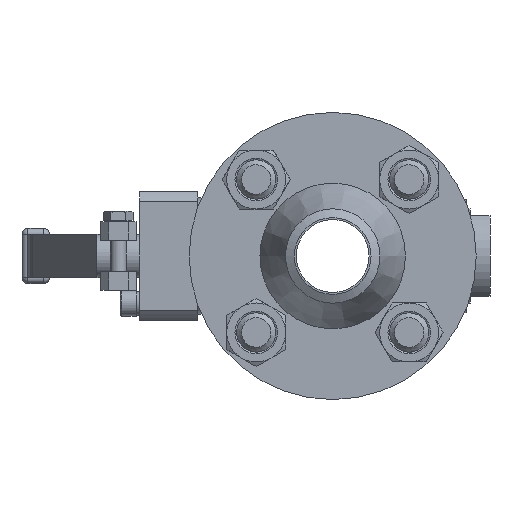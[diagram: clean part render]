
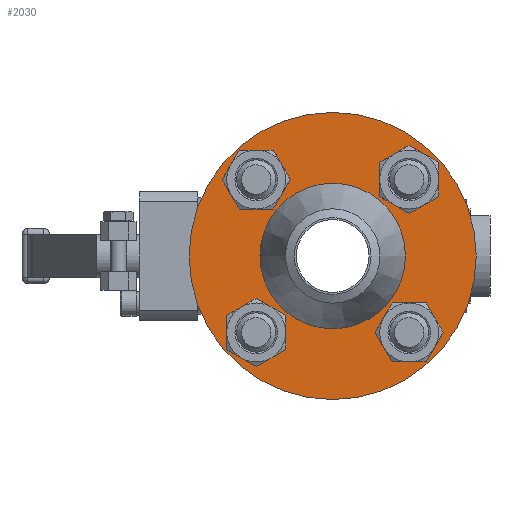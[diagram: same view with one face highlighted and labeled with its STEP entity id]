
A CAD part, left-side view. The second image highlights one B-rep face of the part: STEP entity #2030.
In plain terms, the highlighted planar face has unit normal (-1, 0, 0).
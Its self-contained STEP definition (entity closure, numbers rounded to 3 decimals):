
#2030=ADVANCED_FACE('',(#6857,#6859,#6861,#6863,#6865,#6867),#6869,.T.);
#6857=FACE_BOUND('',#6858,.T.);
#6858=EDGE_LOOP('',(#10768));
#6859=FACE_BOUND('',#6860,.T.);
#6860=EDGE_LOOP('',(#10769,#10770,#10771,#10772));
#6861=FACE_BOUND('',#6862,.T.);
#6862=EDGE_LOOP('',(#10773,#10774,#10775,#10776));
#6863=FACE_BOUND('',#6864,.T.);
#6864=EDGE_LOOP('',(#10777));
#6865=FACE_BOUND('',#6866,.T.);
#6866=EDGE_LOOP('',(#10778,#10779,#10780,#10781));
#6867=FACE_BOUND('',#6868,.T.);
#6868=EDGE_LOOP('',(#10782,#10783,#10784,#10785,#10786));
#6869=PLANE('',#6870);
#6870=AXIS2_PLACEMENT_3D('',#6871,#6872,#6873);
#6871=CARTESIAN_POINT('',(-60.5,0.,0.));
#6872=DIRECTION('',(-1.,0.,0.));
#6873=DIRECTION('',(0.,1.,0.));
#10768=ORIENTED_EDGE('',*,*,#12609,.F.);
#10769=ORIENTED_EDGE('',*,*,#12675,.F.);
#10770=ORIENTED_EDGE('',*,*,#12676,.F.);
#10771=ORIENTED_EDGE('',*,*,#12610,.T.);
#10772=ORIENTED_EDGE('',*,*,#12677,.F.);
#10773=ORIENTED_EDGE('',*,*,#12678,.F.);
#10774=ORIENTED_EDGE('',*,*,#12679,.F.);
#10775=ORIENTED_EDGE('',*,*,#12617,.T.);
#10776=ORIENTED_EDGE('',*,*,#12680,.F.);
#10777=ORIENTED_EDGE('',*,*,#12681,.T.);
#10778=ORIENTED_EDGE('',*,*,#12682,.F.);
#10779=ORIENTED_EDGE('',*,*,#12683,.F.);
#10780=ORIENTED_EDGE('',*,*,#12615,.T.);
#10781=ORIENTED_EDGE('',*,*,#12684,.F.);
#10782=ORIENTED_EDGE('',*,*,#12685,.F.);
#10783=ORIENTED_EDGE('',*,*,#12686,.F.);
#10784=ORIENTED_EDGE('',*,*,#12620,.T.);
#10785=ORIENTED_EDGE('',*,*,#12619,.T.);
#10786=ORIENTED_EDGE('',*,*,#12687,.F.);
#12609=EDGE_CURVE('',#14108,#14108,#14109,.T.);
#12610=EDGE_CURVE('',#14110,#14111,#14112,.T.);
#12615=EDGE_CURVE('',#14117,#14119,#14121,.T.);
#12617=EDGE_CURVE('',#14125,#14122,#14126,.T.);
#12619=EDGE_CURVE('',#14128,#14129,#14130,.T.);
#12620=EDGE_CURVE('',#14131,#14128,#14132,.T.);
#12675=EDGE_CURVE('',#14222,#14223,#14224,.T.);
#12676=EDGE_CURVE('',#14110,#14222,#14225,.F.);
#12677=EDGE_CURVE('',#14223,#14111,#14226,.F.);
#12678=EDGE_CURVE('',#14227,#14228,#14229,.T.);
#12679=EDGE_CURVE('',#14125,#14227,#14230,.F.);
#12680=EDGE_CURVE('',#14228,#14122,#14231,.F.);
#12681=EDGE_CURVE('',#14232,#14232,#14233,.T.);
#12682=EDGE_CURVE('',#14234,#14235,#14236,.T.);
#12683=EDGE_CURVE('',#14117,#14234,#14237,.F.);
#12684=EDGE_CURVE('',#14235,#14119,#14238,.F.);
#12685=EDGE_CURVE('',#14239,#14240,#14241,.T.);
#12686=EDGE_CURVE('',#14131,#14239,#14242,.F.);
#12687=EDGE_CURVE('',#14240,#14129,#14243,.F.);
#14108=VERTEX_POINT('',#18186);
#14109=CIRCLE('',#18187,73.);
#14110=VERTEX_POINT('',#18191);
#14111=VERTEX_POINT('',#18192);
#14112=CIRCLE('',#18193,11.);
#14117=VERTEX_POINT('',#18207);
#14119=VERTEX_POINT('',#18212);
#14121=CIRCLE('',#18217,11.);
#14122=VERTEX_POINT('',#18221);
#14125=VERTEX_POINT('',#18227);
#14126=CIRCLE('',#18228,11.);
#14128=VERTEX_POINT('',#18236);
#14129=VERTEX_POINT('',#18237);
#14130=CIRCLE('',#18238,11.);
#14131=VERTEX_POINT('',#18242);
#14132=CIRCLE('',#18243,11.);
#14222=VERTEX_POINT('',#19068);
#14223=VERTEX_POINT('',#19069);
#14224=CIRCLE('',#19070,14.75);
#14225=LINE('',#19074,#19075);
#14226=LINE('',#19077,#19078);
#14227=VERTEX_POINT('',#19080);
#14228=VERTEX_POINT('',#19081);
#14229=CIRCLE('',#19082,14.75);
#14230=LINE('',#19086,#19087);
#14231=LINE('',#19089,#19090);
#14232=VERTEX_POINT('',#19092);
#14233=CIRCLE('',#19093,37.);
#14234=VERTEX_POINT('',#19097);
#14235=VERTEX_POINT('',#19098);
#14236=CIRCLE('',#19099,14.75);
#14237=LINE('',#19103,#19104);
#14238=LINE('',#19106,#19107);
#14239=VERTEX_POINT('',#19109);
#14240=VERTEX_POINT('',#19110);
#14241=CIRCLE('',#19111,14.75);
#14242=LINE('',#19115,#19116);
#14243=LINE('',#19118,#19119);
#18186=CARTESIAN_POINT('',(-60.5,73.,0.));
#18187=AXIS2_PLACEMENT_3D('',#18188,#18189,#18190);
#18188=CARTESIAN_POINT('',(-60.5,0.,0.));
#18189=DIRECTION('',(1.,0.,0.));
#18190=DIRECTION('',(0.,1.,0.));
#18191=CARTESIAN_POINT('',(-60.5,49.604,-41.386));
#18192=CARTESIAN_POINT('',(-60.5,49.857,-38.034));
#18193=AXIS2_PLACEMENT_3D('',#18194,#18195,#18196);
#18194=CARTESIAN_POINT('',(-60.5,38.891,-38.891));
#18195=DIRECTION('',(1.,0.,0.));
#18196=DIRECTION('',(0.,0.974,-0.227));
#18207=CARTESIAN_POINT('',(-60.5,41.386,49.604));
#18212=CARTESIAN_POINT('',(-60.5,38.034,49.857));
#18217=AXIS2_PLACEMENT_3D('',#18218,#18219,#18220);
#18218=CARTESIAN_POINT('',(-60.5,38.891,38.891));
#18219=DIRECTION('',(1.,0.,0.));
#18220=DIRECTION('',(0.,0.227,0.974));
#18221=CARTESIAN_POINT('',(-60.5,-49.857,38.034));
#18227=CARTESIAN_POINT('',(-60.5,-49.604,41.386));
#18228=AXIS2_PLACEMENT_3D('',#18229,#18230,#18231);
#18229=CARTESIAN_POINT('',(-60.5,-38.891,38.891));
#18230=DIRECTION('',(1.,0.,0.));
#18231=DIRECTION('',(0.,-0.974,0.227));
#18236=CARTESIAN_POINT('',(-60.5,-38.891,-49.891));
#18237=CARTESIAN_POINT('',(-60.5,-38.034,-49.857));
#18238=AXIS2_PLACEMENT_3D('',#18239,#18240,#18241);
#18239=CARTESIAN_POINT('',(-60.5,-38.891,-38.891));
#18240=DIRECTION('',(1.,0.,0.));
#18241=DIRECTION('',(0.,0.,-1.));
#18242=CARTESIAN_POINT('',(-60.5,-41.386,-49.604));
#18243=AXIS2_PLACEMENT_3D('',#18244,#18245,#18246);
#18244=CARTESIAN_POINT('',(-60.5,-38.891,-38.891));
#18245=DIRECTION('',(1.,0.,0.));
#18246=DIRECTION('',(0.,-0.227,-0.974));
#19068=CARTESIAN_POINT('',(-60.5,53.428,-41.386));
#19069=CARTESIAN_POINT('',(-60.5,53.616,-38.034));
#19070=AXIS2_PLACEMENT_3D('',#19071,#19072,#19073);
#19071=CARTESIAN_POINT('',(-60.5,38.891,-38.891));
#19072=DIRECTION('',(-1.,0.,0.));
#19073=DIRECTION('',(0.,0.986,-0.169));
#19074=CARTESIAN_POINT('',(-60.5,53.428,-41.386));
#19075=VECTOR('',#19076,1.);
#19076=DIRECTION('',(0.,-1.,0.));
#19077=CARTESIAN_POINT('',(-60.5,49.857,-38.034));
#19078=VECTOR('',#19079,1.);
#19079=DIRECTION('',(0.,1.,0.));
#19080=CARTESIAN_POINT('',(-60.5,-53.428,41.386));
#19081=CARTESIAN_POINT('',(-60.5,-53.616,38.034));
#19082=AXIS2_PLACEMENT_3D('',#19083,#19084,#19085);
#19083=CARTESIAN_POINT('',(-60.5,-38.891,38.891));
#19084=DIRECTION('',(-1.,0.,0.));
#19085=DIRECTION('',(0.,-0.986,0.169));
#19086=CARTESIAN_POINT('',(-60.5,-53.428,41.386));
#19087=VECTOR('',#19088,1.);
#19088=DIRECTION('',(0.,1.,0.));
#19089=CARTESIAN_POINT('',(-60.5,-49.857,38.034));
#19090=VECTOR('',#19091,1.);
#19091=DIRECTION('',(0.,-1.,0.));
#19092=CARTESIAN_POINT('',(-60.5,37.,0.));
#19093=AXIS2_PLACEMENT_3D('',#19094,#19095,#19096);
#19094=CARTESIAN_POINT('',(-60.5,0.,0.));
#19095=DIRECTION('',(1.,0.,0.));
#19096=DIRECTION('',(0.,1.,0.));
#19097=CARTESIAN_POINT('',(-60.5,41.386,53.428));
#19098=CARTESIAN_POINT('',(-60.5,38.034,53.616));
#19099=AXIS2_PLACEMENT_3D('',#19100,#19101,#19102);
#19100=CARTESIAN_POINT('',(-60.5,38.891,38.891));
#19101=DIRECTION('',(-1.,0.,0.));
#19102=DIRECTION('',(0.,0.169,0.986));
#19103=CARTESIAN_POINT('',(-60.5,41.386,53.428));
#19104=VECTOR('',#19105,1.);
#19105=DIRECTION('',(0.,0.,-1.));
#19106=CARTESIAN_POINT('',(-60.5,38.034,49.857));
#19107=VECTOR('',#19108,1.);
#19108=DIRECTION('',(0.,0.,1.));
#19109=CARTESIAN_POINT('',(-60.5,-41.386,-53.428));
#19110=CARTESIAN_POINT('',(-60.5,-38.034,-53.616));
#19111=AXIS2_PLACEMENT_3D('',#19112,#19113,#19114);
#19112=CARTESIAN_POINT('',(-60.5,-38.891,-38.891));
#19113=DIRECTION('',(-1.,0.,0.));
#19114=DIRECTION('',(0.,-0.169,-0.986));
#19115=CARTESIAN_POINT('',(-60.5,-41.386,-53.428));
#19116=VECTOR('',#19117,1.);
#19117=DIRECTION('',(0.,0.,1.));
#19118=CARTESIAN_POINT('',(-60.5,-38.034,-49.857));
#19119=VECTOR('',#19120,1.);
#19120=DIRECTION('',(0.,0.,-1.));
